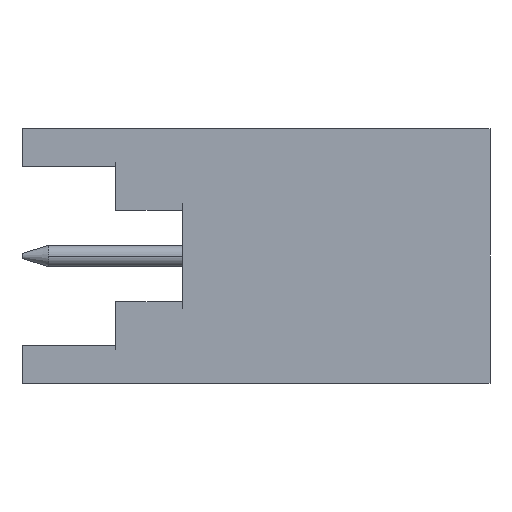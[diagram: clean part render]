
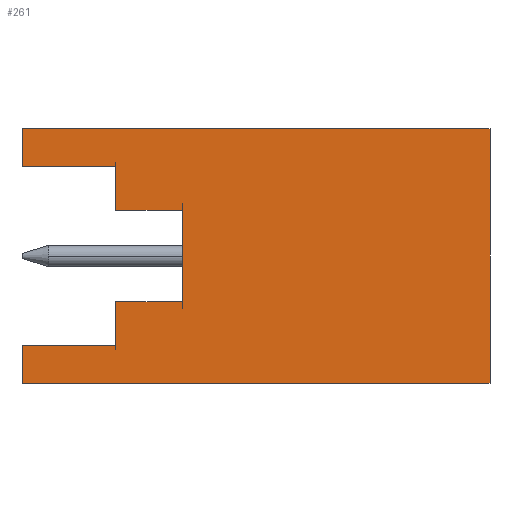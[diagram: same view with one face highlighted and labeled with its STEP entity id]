
A CAD part, front view. The second image highlights one B-rep face of the part: STEP entity #261.
In plain terms, the highlighted planar face has unit normal (0, -1, 0).
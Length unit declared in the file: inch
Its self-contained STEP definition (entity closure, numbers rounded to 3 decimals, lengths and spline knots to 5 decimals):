
#261 = ADVANCED_FACE ( 'NONE', ( #11159 ), #10729, .T. ) ;
#606 = CARTESIAN_POINT ( 'NONE',  ( -0.55118, -0.18701, 0.06751 ) ) ;
#607 = LINE ( 'NONE', #4022, #16906 ) ;
#625 = DIRECTION ( 'NONE',  ( 0., 0., 1. ) ) ;
#630 = ORIENTED_EDGE ( 'NONE', *, *, #6732, .F. ) ;
#1935 = CARTESIAN_POINT ( 'NONE',  ( -0.45276, -0.18701, 0. ) ) ;
#2059 = VECTOR ( 'NONE', #15745, 39.37008 ) ;
#2066 = LINE ( 'NONE', #19168, #2059 ) ;
#2131 = LINE ( 'NONE', #8869, #20415 ) ;
#2290 = DIRECTION ( 'NONE',  ( -1., 0., 0. ) ) ;
#2945 = ORIENTED_EDGE ( 'NONE', *, *, #9988, .F. ) ;
#3624 = EDGE_LOOP ( 'NONE', ( #11457, #9648, #15308, #7227, #2945, #16241, #11139, #630, #16959, #8039, #17202, #8813 ) ) ;
#3770 = DIRECTION ( 'NONE',  ( -1., 0., 0. ) ) ;
#4022 = CARTESIAN_POINT ( 'NONE',  ( -0.50197, -0.18701, -0.06751 ) ) ;
#4186 = VERTEX_POINT ( 'NONE', #16552 ) ;
#4241 = LINE ( 'NONE', #5792, #19369 ) ;
#4413 = CARTESIAN_POINT ( 'NONE',  ( 0.00039, -0.18701, -0.1874 ) ) ;
#4594 = CARTESIAN_POINT ( 'NONE',  ( -0.68898, -0.18701, -0.13103 ) ) ;
#5286 = CARTESIAN_POINT ( 'NONE',  ( -0.55118, -0.18701, 0. ) ) ;
#5494 = VERTEX_POINT ( 'NONE', #21335 ) ;
#5648 = DIRECTION ( 'NONE',  ( 0., 0., 1. ) ) ;
#5792 = CARTESIAN_POINT ( 'NONE',  ( 0., -0.18701, 0. ) ) ;
#6000 = DIRECTION ( 'NONE',  ( 1., 0., 0. ) ) ;
#6301 = EDGE_CURVE ( 'NONE', #5494, #10709, #17266, .T. ) ;
#6318 = VECTOR ( 'NONE', #10455, 39.37008 ) ;
#6369 = VECTOR ( 'NONE', #21563, 39.37008 ) ;
#6448 = CARTESIAN_POINT ( 'NONE',  ( -0.34449, -0.18701, 0.13103 ) ) ;
#6732 = EDGE_CURVE ( 'NONE', #4186, #18726, #9809, .T. ) ;
#6733 = VECTOR ( 'NONE', #2290, 39.37008 ) ;
#7070 = VECTOR ( 'NONE', #3770, 39.37008 ) ;
#7129 = CARTESIAN_POINT ( 'NONE',  ( -0.55118, -0.18701, 0.12726 ) ) ;
#7227 = ORIENTED_EDGE ( 'NONE', *, *, #18697, .T. ) ;
#7240 = LINE ( 'NONE', #7129, #6318 ) ;
#7258 = EDGE_CURVE ( 'NONE', #12034, #16778, #4241, .T. ) ;
#7283 = EDGE_CURVE ( 'NONE', #7804, #5494, #607, .T. ) ;
#7804 = VERTEX_POINT ( 'NONE', #20659 ) ;
#7969 = VECTOR ( 'NONE', #13463, 39.37008 ) ;
#8039 = ORIENTED_EDGE ( 'NONE', *, *, #18302, .F. ) ;
#8064 = AXIS2_PLACEMENT_3D ( 'NONE', #4413, #17761, #5648 ) ;
#8813 = ORIENTED_EDGE ( 'NONE', *, *, #6301, .F. ) ;
#8869 = CARTESIAN_POINT ( 'NONE',  ( -0.68898, -0.18701, 0. ) ) ;
#9127 = CARTESIAN_POINT ( 'NONE',  ( -0.55118, -0.18701, 0.13103 ) ) ;
#9140 = LINE ( 'NONE', #17494, #6733 ) ;
#9648 = ORIENTED_EDGE ( 'NONE', *, *, #20492, .T. ) ;
#9809 = LINE ( 'NONE', #16508, #15130 ) ;
#9988 = EDGE_CURVE ( 'NONE', #12034, #11127, #12394, .T. ) ;
#10455 = DIRECTION ( 'NONE',  ( 0., 0., 1. ) ) ;
#10709 = VERTEX_POINT ( 'NONE', #18352 ) ;
#10729 = PLANE ( 'NONE',  #8064 ) ;
#10779 = CARTESIAN_POINT ( 'NONE',  ( 0., -0.18701, -0.18701 ) ) ;
#10865 = CARTESIAN_POINT ( 'NONE',  ( -0.68898, -0.18701, 0.18701 ) ) ;
#11127 = VERTEX_POINT ( 'NONE', #21636 ) ;
#11139 = ORIENTED_EDGE ( 'NONE', *, *, #15520, .T. ) ;
#11159 = FACE_OUTER_BOUND ( 'NONE', #3624, .T. ) ;
#11326 = EDGE_CURVE ( 'NONE', #19738, #10709, #2066, .T. ) ;
#11457 = ORIENTED_EDGE ( 'NONE', *, *, #7283, .F. ) ;
#12034 = VERTEX_POINT ( 'NONE', #10779 ) ;
#12095 = DIRECTION ( 'NONE',  ( 0., 0., 1. ) ) ;
#12118 = VERTEX_POINT ( 'NONE', #9127 ) ;
#12394 = LINE ( 'NONE', #15805, #7070 ) ;
#12402 = EDGE_CURVE ( 'NONE', #4186, #12118, #14845, .T. ) ;
#12784 = EDGE_CURVE ( 'NONE', #13648, #17848, #14900, .T. ) ;
#13463 = DIRECTION ( 'NONE',  ( 0., 0., -1. ) ) ;
#13648 = VERTEX_POINT ( 'NONE', #4594 ) ;
#14845 = LINE ( 'NONE', #6448, #6369 ) ;
#14900 = LINE ( 'NONE', #17044, #16938 ) ;
#15130 = VECTOR ( 'NONE', #12095, 39.37008 ) ;
#15308 = ORIENTED_EDGE ( 'NONE', *, *, #12784, .F. ) ;
#15520 = EDGE_CURVE ( 'NONE', #16778, #18726, #9140, .T. ) ;
#15745 = DIRECTION ( 'NONE',  ( 1., 0., 0. ) ) ;
#15805 = CARTESIAN_POINT ( 'NONE',  ( -0.34449, -0.18701, -0.18701 ) ) ;
#16241 = ORIENTED_EDGE ( 'NONE', *, *, #7258, .T. ) ;
#16508 = CARTESIAN_POINT ( 'NONE',  ( -0.68898, -0.18701, 0.15902 ) ) ;
#16552 = CARTESIAN_POINT ( 'NONE',  ( -0.68898, -0.18701, 0.13103 ) ) ;
#16778 = VERTEX_POINT ( 'NONE', #20543 ) ;
#16906 = VECTOR ( 'NONE', #6000, 39.37008 ) ;
#16938 = VECTOR ( 'NONE', #21286, 39.37008 ) ;
#16959 = ORIENTED_EDGE ( 'NONE', *, *, #12402, .T. ) ;
#17044 = CARTESIAN_POINT ( 'NONE',  ( -0.62008, -0.18701, -0.13103 ) ) ;
#17202 = ORIENTED_EDGE ( 'NONE', *, *, #11326, .T. ) ;
#17266 = LINE ( 'NONE', #1935, #18985 ) ;
#17494 = CARTESIAN_POINT ( 'NONE',  ( -0.34449, -0.18701, 0.18701 ) ) ;
#17761 = DIRECTION ( 'NONE',  ( 0., -1., 0. ) ) ;
#17848 = VERTEX_POINT ( 'NONE', #20394 ) ;
#18302 = EDGE_CURVE ( 'NONE', #19738, #12118, #7240, .T. ) ;
#18352 = CARTESIAN_POINT ( 'NONE',  ( -0.45276, -0.18701, 0.06751 ) ) ;
#18697 = EDGE_CURVE ( 'NONE', #13648, #11127, #2131, .T. ) ;
#18726 = VERTEX_POINT ( 'NONE', #10865 ) ;
#18985 = VECTOR ( 'NONE', #625, 39.37008 ) ;
#19125 = DIRECTION ( 'NONE',  ( 0., 0., 1. ) ) ;
#19168 = CARTESIAN_POINT ( 'NONE',  ( -0.34449, -0.18701, 0.06751 ) ) ;
#19369 = VECTOR ( 'NONE', #19125, 39.37008 ) ;
#19738 = VERTEX_POINT ( 'NONE', #606 ) ;
#20385 = LINE ( 'NONE', #5286, #7969 ) ;
#20394 = CARTESIAN_POINT ( 'NONE',  ( -0.55118, -0.18701, -0.13103 ) ) ;
#20415 = VECTOR ( 'NONE', #21090, 39.37008 ) ;
#20492 = EDGE_CURVE ( 'NONE', #7804, #17848, #20385, .T. ) ;
#20543 = CARTESIAN_POINT ( 'NONE',  ( 0., -0.18701, 0.18701 ) ) ;
#20659 = CARTESIAN_POINT ( 'NONE',  ( -0.55118, -0.18701, -0.06751 ) ) ;
#21090 = DIRECTION ( 'NONE',  ( 0., 0., -1. ) ) ;
#21286 = DIRECTION ( 'NONE',  ( 1., 0., 0. ) ) ;
#21335 = CARTESIAN_POINT ( 'NONE',  ( -0.45276, -0.18701, -0.06751 ) ) ;
#21563 = DIRECTION ( 'NONE',  ( 1., 0., 0. ) ) ;
#21636 = CARTESIAN_POINT ( 'NONE',  ( -0.68898, -0.18701, -0.18701 ) ) ;
